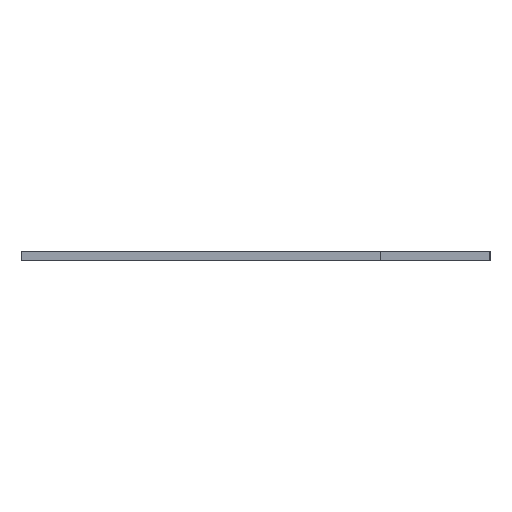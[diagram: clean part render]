
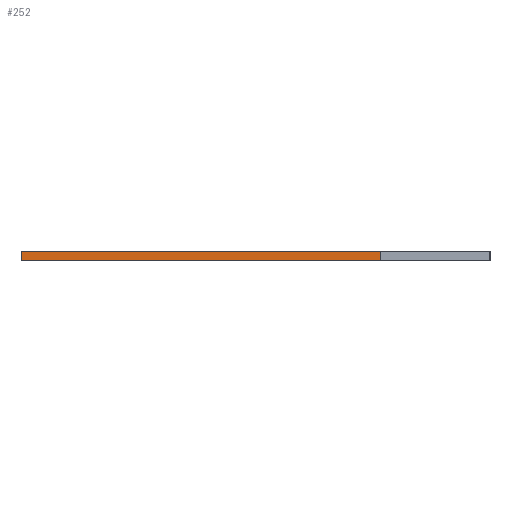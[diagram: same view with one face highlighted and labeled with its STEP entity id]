
A CAD part, left-side view. The second image highlights one B-rep face of the part: STEP entity #252.
In plain terms, the highlighted planar face has unit normal (-1, 0, 0).
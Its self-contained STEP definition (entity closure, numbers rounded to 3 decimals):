
#196=CARTESIAN_POINT('',(-107.25,-19.25,1.5));
#197=VERTEX_POINT('',#196);
#204=CARTESIAN_POINT('',(-107.25,-19.25,0.));
#205=VERTEX_POINT('',#204);
#206=CARTESIAN_POINT('',(-107.25,-19.25,0.));
#207=DIRECTION('',(-0.,0.,1.));
#208=VECTOR('',#207,1.5);
#209=LINE('',#206,#208);
#210=EDGE_CURVE('',#205,#197,#209,.T.);
#222=CARTESIAN_POINT('',(-107.25,8.5,0.));
#223=DIRECTION('',(1.,0.,0.));
#224=DIRECTION('',(0.,0.,-1.));
#225=AXIS2_PLACEMENT_3D('',#222,#223,#224);
#226=PLANE('',#225);
#227=CARTESIAN_POINT('',(-107.25,36.25,1.5));
#228=VERTEX_POINT('',#227);
#229=CARTESIAN_POINT('',(-107.25,-19.25,1.5));
#230=DIRECTION('',(0.,1.,0.));
#231=VECTOR('',#230,55.5);
#232=LINE('',#229,#231);
#233=EDGE_CURVE('',#197,#228,#232,.T.);
#234=ORIENTED_EDGE('',*,*,#233,.T.);
#235=CARTESIAN_POINT('',(-107.25,36.25,0.));
#236=VERTEX_POINT('',#235);
#237=CARTESIAN_POINT('',(-107.25,36.25,0.));
#238=DIRECTION('',(-0.,0.,1.));
#239=VECTOR('',#238,1.5);
#240=LINE('',#237,#239);
#241=EDGE_CURVE('',#236,#228,#240,.T.);
#242=ORIENTED_EDGE('',*,*,#241,.F.);
#243=CARTESIAN_POINT('',(-107.25,-19.25,0.));
#244=DIRECTION('',(0.,1.,0.));
#245=VECTOR('',#244,55.5);
#246=LINE('',#243,#245);
#247=EDGE_CURVE('',#205,#236,#246,.T.);
#248=ORIENTED_EDGE('',*,*,#247,.F.);
#249=ORIENTED_EDGE('',*,*,#210,.T.);
#250=EDGE_LOOP('',(#234,#242,#248,#249));
#251=FACE_BOUND('',#250,.T.);
#252=ADVANCED_FACE('',(#251),#226,.F.);
